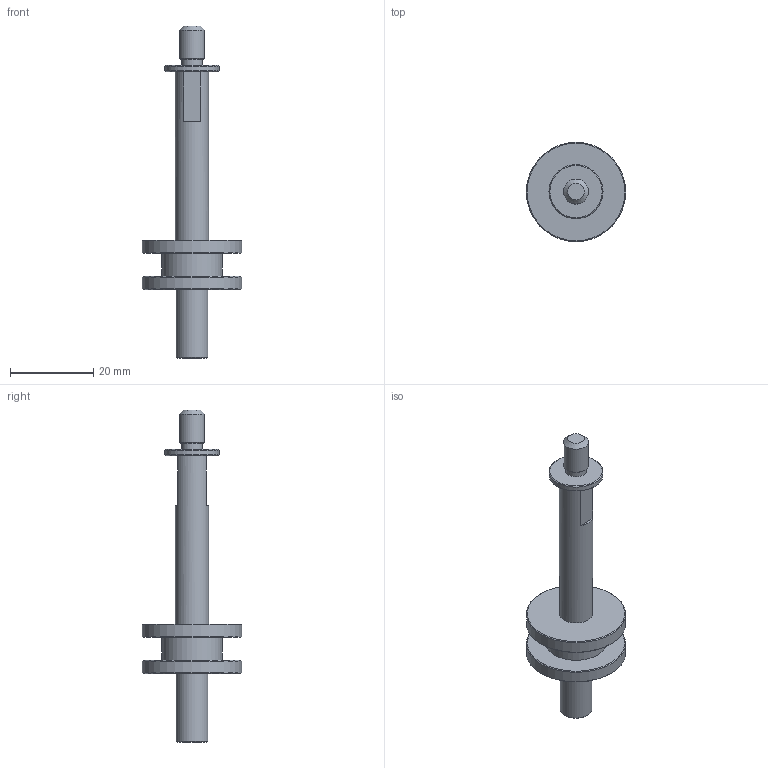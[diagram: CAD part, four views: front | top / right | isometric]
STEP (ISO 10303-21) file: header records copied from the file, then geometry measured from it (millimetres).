
FILE_DESCRIPTION(('FreeCAD Model'),'2;1');
FILE_NAME('Open CASCADE Shape Model','2025-04-15T20:31:52',('FreeCAD'),( 'FreeCAD'),'Open CASCADE STEP processor 7.8','FreeCAD','Unknown');
FILE_SCHEMA(('AUTOMOTIVE_DESIGN { 1 0 10303 214 1 1 1 1 }'));
Length unit declared in the file: millimetre
Products named in the file (1): Open CASCADE STEP translator 7.8 1
Bounding box: 23.9 x 23.9 x 79.85 mm (x, y, z)
Volume: 6835.9 mm3; surface area: 4115.3 mm2
Topology: 1 solids, 1 shells, 33 faces, 59 edges, 36 vertices
Faces by surface type: plane 14, cone 10, cylinder 9
Full cylindrical faces by diameter (mm): 3.3 x1, 5 x1, 6 x1, 7.6 x1, 8 x1, 13 x1, 14.5 x1, 23.9 x2
Entity records: 814 total; most frequent: DIRECTION 158, CARTESIAN_POINT 130, ORIENTED_EDGE 118, AXIS2_PLACEMENT_3D 66, EDGE_CURVE 59, FACE_BOUND 41, EDGE_LOOP 41, VERTEX_POINT 36
